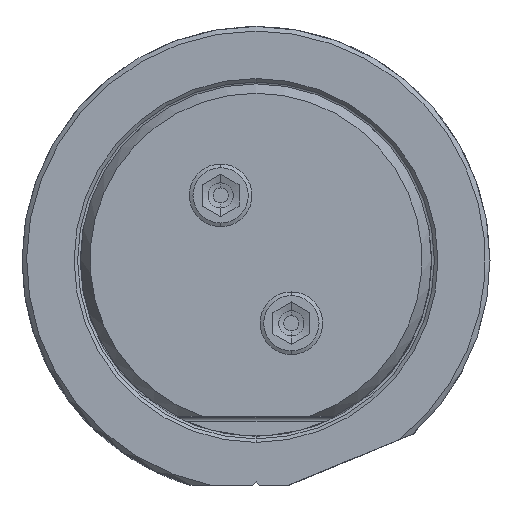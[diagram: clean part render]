
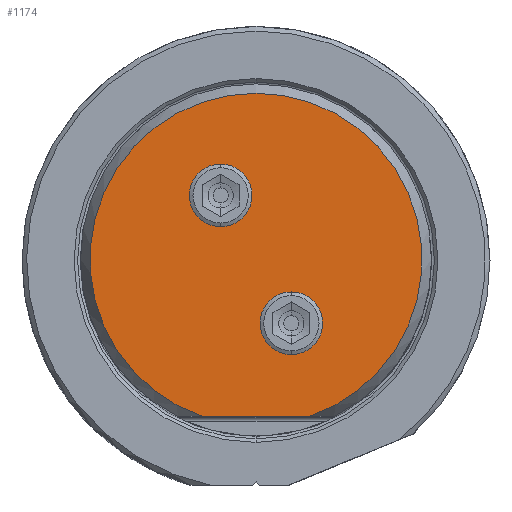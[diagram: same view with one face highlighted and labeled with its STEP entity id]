
A CAD part, top view. The second image highlights one B-rep face of the part: STEP entity #1174.
In plain terms, the highlighted planar face has unit normal (0, 0, 1).
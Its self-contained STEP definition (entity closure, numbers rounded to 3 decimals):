
#86=FACE_BOUND('',#1857,.T.);
#87=FACE_BOUND('',#1858,.T.);
#88=FACE_BOUND('',#1859,.T.);
#203=PLANE('',#6284);
#567=LINE('',#13178,#892);
#892=VECTOR('',#7424,1.);
#1174=ADVANCED_FACE('',(#86,#87,#88),#203,.T.);
#1857=EDGE_LOOP('',(#3136,#3137,#3138));
#1858=EDGE_LOOP('',(#3139,#3140));
#1859=EDGE_LOOP('',(#3141,#3142));
#3136=ORIENTED_EDGE('',*,*,#5139,.T.);
#3137=ORIENTED_EDGE('',*,*,#5142,.T.);
#3138=ORIENTED_EDGE('',*,*,#5140,.T.);
#3139=ORIENTED_EDGE('',*,*,#5145,.T.);
#3140=ORIENTED_EDGE('',*,*,#5146,.T.);
#3141=ORIENTED_EDGE('',*,*,#5147,.T.);
#3142=ORIENTED_EDGE('',*,*,#5148,.T.);
#4418=VERTEX_POINT('',#13168);
#4419=VERTEX_POINT('',#13170);
#4420=VERTEX_POINT('',#13172);
#4421=VERTEX_POINT('',#13185);
#4422=VERTEX_POINT('',#13186);
#4423=VERTEX_POINT('',#13189);
#4424=VERTEX_POINT('',#13190);
#5139=EDGE_CURVE('',#4419,#4418,#5661,.T.);
#5140=EDGE_CURVE('',#4420,#4419,#5662,.T.);
#5142=EDGE_CURVE('',#4418,#4420,#567,.T.);
#5145=EDGE_CURVE('',#4421,#4422,#5663,.T.);
#5146=EDGE_CURVE('',#4422,#4421,#5664,.T.);
#5147=EDGE_CURVE('',#4423,#4424,#5665,.T.);
#5148=EDGE_CURVE('',#4424,#4423,#5666,.T.);
#5661=CIRCLE('',#6274,18.022);
#5662=CIRCLE('',#6275,18.022);
#5663=CIRCLE('',#6280,3.4);
#5664=CIRCLE('',#6281,3.4);
#5665=CIRCLE('',#6282,3.4);
#5666=CIRCLE('',#6283,3.4);
#6274=AXIS2_PLACEMENT_3D('',#13169,#7418,#7419);
#6275=AXIS2_PLACEMENT_3D('',#13171,#7420,#7421);
#6280=AXIS2_PLACEMENT_3D('',#13184,#7433,#7434);
#6281=AXIS2_PLACEMENT_3D('',#13187,#7435,#7436);
#6282=AXIS2_PLACEMENT_3D('',#13188,#7437,#7438);
#6283=AXIS2_PLACEMENT_3D('',#13191,#7439,#7440);
#6284=AXIS2_PLACEMENT_3D('',#13192,#7441,#7442);
#7418=DIRECTION('',(0.,0.,1.));
#7419=DIRECTION('',(0.,1.,0.));
#7420=DIRECTION('',(0.,0.,1.));
#7421=DIRECTION('',(0.324,-0.946,0.));
#7424=DIRECTION('',(1.,0.,0.));
#7433=DIRECTION('',(0.,0.,-1.));
#7434=DIRECTION('',(1.,0.,0.));
#7435=DIRECTION('',(0.,0.,-1.));
#7436=DIRECTION('',(-1.,0.,0.));
#7437=DIRECTION('',(0.,0.,-1.));
#7438=DIRECTION('',(1.,0.,0.));
#7439=DIRECTION('',(0.,0.,-1.));
#7440=DIRECTION('',(-1.,0.,0.));
#7441=DIRECTION('',(0.,0.,1.));
#7442=DIRECTION('',(1.,0.,0.));
#13168=CARTESIAN_POINT('',(-5.839,-17.05,69.85));
#13169=CARTESIAN_POINT('',(0.,0.,69.85));
#13170=CARTESIAN_POINT('',(0.,18.022,69.85));
#13171=CARTESIAN_POINT('',(0.,0.,69.85));
#13172=CARTESIAN_POINT('',(5.839,-17.05,69.85));
#13178=CARTESIAN_POINT('',(-5.839,-17.05,69.85));
#13184=CARTESIAN_POINT('',(3.838,-6.937,69.85));
#13185=CARTESIAN_POINT('',(7.238,-6.937,69.85));
#13186=CARTESIAN_POINT('',(0.438,-6.937,69.85));
#13187=CARTESIAN_POINT('',(3.838,-6.937,69.85));
#13188=CARTESIAN_POINT('',(-3.838,6.937,69.85));
#13189=CARTESIAN_POINT('',(-0.438,6.937,69.85));
#13190=CARTESIAN_POINT('',(-7.238,6.937,69.85));
#13191=CARTESIAN_POINT('',(-3.838,6.937,69.85));
#13192=CARTESIAN_POINT('',(0.,0.487,69.85));
